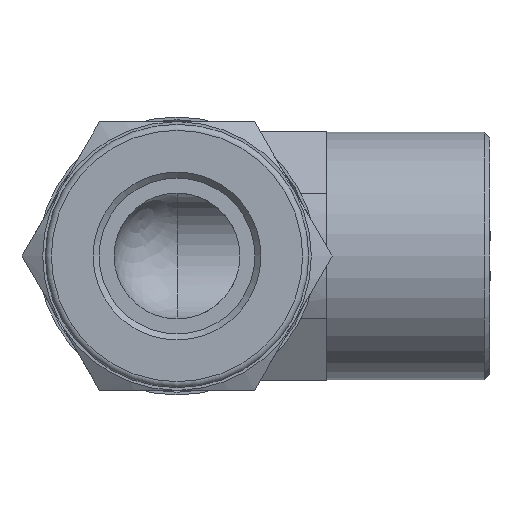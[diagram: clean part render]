
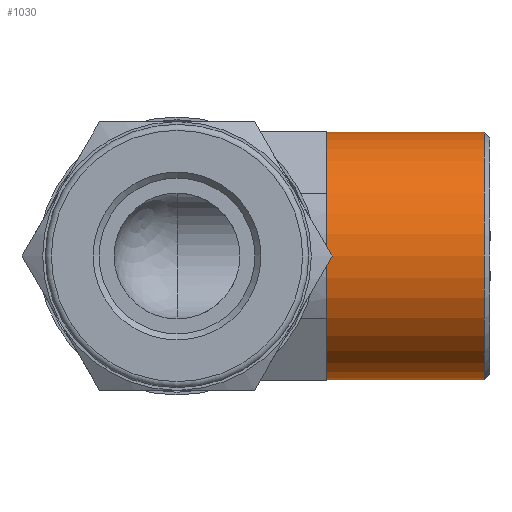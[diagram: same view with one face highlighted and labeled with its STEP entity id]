
A CAD part, left-side view. The second image highlights one B-rep face of the part: STEP entity #1030.
In plain terms, the highlighted cylindrical face has radius 10.25 mm (diameter 20.5 mm), a full revolution.
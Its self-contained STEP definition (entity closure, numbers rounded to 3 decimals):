
#39=CYLINDRICAL_SURFACE('',#1169,10.25);
#114=CIRCLE('',#1151,10.25);
#119=CIRCLE('',#1170,10.25);
#183=FACE_OUTER_BOUND('',#258,.T.);
#258=EDGE_LOOP('',(#919,#920,#921,#922));
#327=LINE('',#1849,#392);
#392=VECTOR('',#1471,10.25);
#494=VERTEX_POINT('',#1806);
#503=VERTEX_POINT('',#1848);
#625=EDGE_CURVE('',#494,#494,#114,.T.);
#644=EDGE_CURVE('',#494,#503,#327,.T.);
#645=EDGE_CURVE('',#503,#503,#119,.T.);
#919=ORIENTED_EDGE('',*,*,#625,.F.);
#920=ORIENTED_EDGE('',*,*,#644,.T.);
#921=ORIENTED_EDGE('',*,*,#645,.T.);
#922=ORIENTED_EDGE('',*,*,#644,.F.);
#1030=ADVANCED_FACE('',(#183),#39,.T.);
#1151=AXIS2_PLACEMENT_3D('',#1807,#1419,#1420);
#1169=AXIS2_PLACEMENT_3D('',#1847,#1469,#1470);
#1170=AXIS2_PLACEMENT_3D('',#1850,#1472,#1473);
#1419=DIRECTION('center_axis',(0.,1.,0.));
#1420=DIRECTION('ref_axis',(1.,0.,0.));
#1469=DIRECTION('center_axis',(0.,1.,0.));
#1470=DIRECTION('ref_axis',(-1.,0.,0.));
#1471=DIRECTION('',(0.,-1.,0.));
#1472=DIRECTION('center_axis',(0.,1.,0.));
#1473=DIRECTION('ref_axis',(1.,0.,0.));
#1806=CARTESIAN_POINT('',(10.277,-12.398,0.));
#1807=CARTESIAN_POINT('Origin',(0.027,-12.398,0.));
#1847=CARTESIAN_POINT('Origin',(0.027,-18.903,0.));
#1848=CARTESIAN_POINT('',(10.277,-25.408,0.));
#1849=CARTESIAN_POINT('',(10.277,-18.903,0.));
#1850=CARTESIAN_POINT('Origin',(0.027,-25.408,0.));
